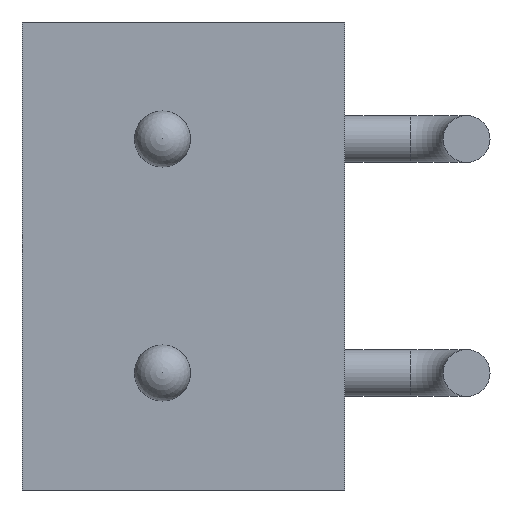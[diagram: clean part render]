
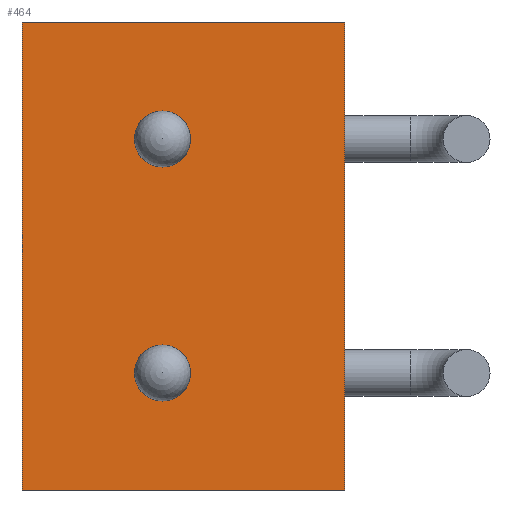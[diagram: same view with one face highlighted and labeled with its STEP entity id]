
A CAD part, front view. The second image highlights one B-rep face of the part: STEP entity #464.
In plain terms, the highlighted planar face has unit normal (0, -1, 0).
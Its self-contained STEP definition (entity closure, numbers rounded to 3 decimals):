
#25=FACE_BOUND('',#99,.T.);
#26=FACE_BOUND('',#100,.T.);
#40=PLANE('',#526);
#62=FACE_OUTER_BOUND('',#98,.T.);
#98=EDGE_LOOP('',(#365,#366,#367,#368));
#99=EDGE_LOOP('',(#369));
#100=EDGE_LOOP('',(#370));
#129=LINE('',#783,#153);
#133=LINE('',#791,#157);
#136=LINE('',#797,#160);
#139=LINE('',#802,#163);
#153=VECTOR('',#621,10.);
#157=VECTOR('',#627,10.);
#160=VECTOR('',#632,10.);
#163=VECTOR('',#637,10.);
#180=CIRCLE('',#514,0.3);
#184=CIRCLE('',#520,0.3);
#218=VERTEX_POINT('',#766);
#222=VERTEX_POINT('',#777);
#223=VERTEX_POINT('',#781);
#224=VERTEX_POINT('',#782);
#227=VERTEX_POINT('',#790);
#229=VERTEX_POINT('',#796);
#263=EDGE_CURVE('',#218,#218,#180,.T.);
#268=EDGE_CURVE('',#222,#222,#184,.T.);
#269=EDGE_CURVE('',#223,#224,#129,.T.);
#273=EDGE_CURVE('',#227,#223,#133,.T.);
#276=EDGE_CURVE('',#229,#227,#136,.T.);
#279=EDGE_CURVE('',#224,#229,#139,.T.);
#365=ORIENTED_EDGE('',*,*,#279,.F.);
#366=ORIENTED_EDGE('',*,*,#269,.F.);
#367=ORIENTED_EDGE('',*,*,#273,.F.);
#368=ORIENTED_EDGE('',*,*,#276,.F.);
#369=ORIENTED_EDGE('',*,*,#268,.T.);
#370=ORIENTED_EDGE('',*,*,#263,.T.);
#464=ADVANCED_FACE('',(#62,#25,#26),#40,.F.);
#514=AXIS2_PLACEMENT_3D('',#768,#604,#605);
#520=AXIS2_PLACEMENT_3D('',#779,#617,#618);
#526=AXIS2_PLACEMENT_3D('',#805,#641,#642);
#604=DIRECTION('center_axis',(0.,1.,0.));
#605=DIRECTION('ref_axis',(1.,0.,0.));
#617=DIRECTION('center_axis',(0.,1.,0.));
#618=DIRECTION('ref_axis',(1.,0.,0.));
#621=DIRECTION('',(-1.,0.,0.));
#627=DIRECTION('',(0.,0.,-1.));
#632=DIRECTION('',(1.,0.,0.));
#637=DIRECTION('',(0.,0.,1.));
#641=DIRECTION('center_axis',(0.,1.,0.));
#642=DIRECTION('ref_axis',(1.,0.,0.));
#766=CARTESIAN_POINT('',(1.2,0.,-1.25));
#768=CARTESIAN_POINT('Origin',(1.5,0.,-1.25));
#777=CARTESIAN_POINT('',(1.2,0.,-3.75));
#779=CARTESIAN_POINT('Origin',(1.5,0.,-3.75));
#781=CARTESIAN_POINT('',(3.45,0.,-5.));
#782=CARTESIAN_POINT('',(0.,0.,-5.));
#783=CARTESIAN_POINT('',(3.45,0.,-5.));
#790=CARTESIAN_POINT('',(3.45,0.,0.));
#791=CARTESIAN_POINT('',(3.45,0.,0.));
#796=CARTESIAN_POINT('',(0.,0.,0.));
#797=CARTESIAN_POINT('',(0.,0.,0.));
#802=CARTESIAN_POINT('',(0.,0.,-5.));
#805=CARTESIAN_POINT('Origin',(1.725,0.,-2.5));
